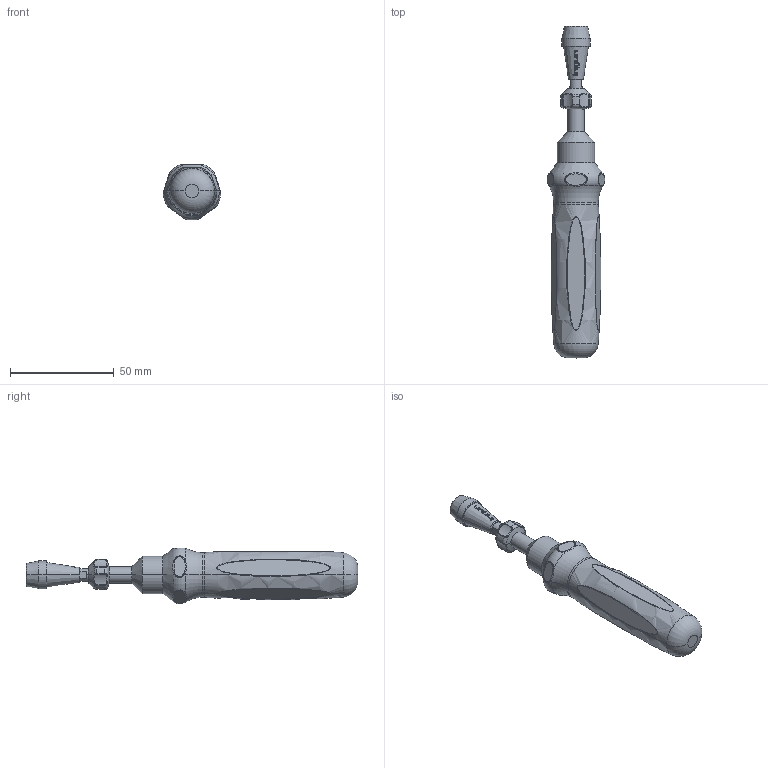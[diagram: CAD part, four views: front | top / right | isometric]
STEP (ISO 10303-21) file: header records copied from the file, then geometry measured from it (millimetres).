
FILE_DESCRIPTION (( 'STEP AP203' ), '1' );
FILE_NAME ('INGUN_DW-5-40.STEP', '2022-01-31T07:04:47', ( 'ochi' ), ( '' ), 'SwSTEP 2.0', 'SolidWorks 2018', '' );
FILE_SCHEMA (( 'CONFIG_CONTROL_DESIGN' ));
Length unit declared in the file: millimetre
Products named in the file (1): INGUN_DW-5-40
Bounding box: 27.89 x 160 x 26.93 mm (x, y, z)
Volume: 45387.4 mm3; surface area: 10304.6 mm2
Topology: 1 solids, 1 shells, 233 faces, 567 edges, 348 vertices
Faces by surface type: bspline 122, torus 36, cylinder 29, plane 26, cone 18, sphere 2
Entity records: 13634 total; most frequent: CARTESIAN_POINT 9042, ORIENTED_EDGE 1126, DIRECTION 653, EDGE_CURVE 563, VERTEX_POINT 346, B_SPLINE_CURVE_WITH_KNOTS 315, AXIS2_PLACEMENT_3D 293, EDGE_LOOP 247
